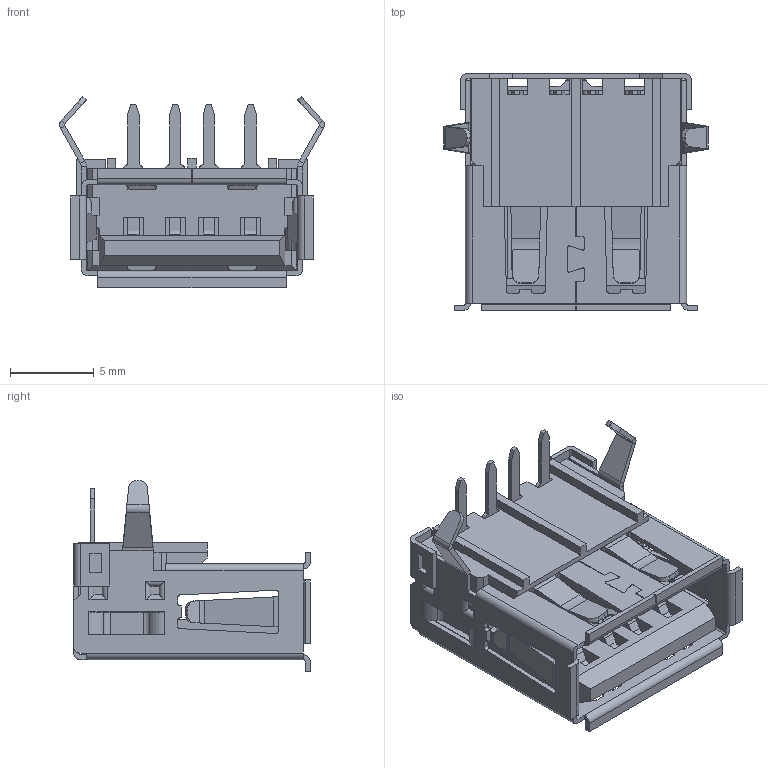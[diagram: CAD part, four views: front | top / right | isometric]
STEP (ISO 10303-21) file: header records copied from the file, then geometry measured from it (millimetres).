
FILE_DESCRIPTION( ( 'Unknown' ), '1' );
FILE_NAME( '61400416021.stp', 'Unknown', ( 'Quentin LAIDEBEUR' ), ( 'WE' ), 'PSStep 15.0.49', 'Sample-box', ' ' );
FILE_SCHEMA( ( 'AUTOMOTIVE_DESIGN { 1 0 10303 214 1 1 1 1 }' ) );
Length unit declared in the file: millimetre
Products named in the file (4): Assem1; Shielding; Insulator; Contact Plating
Assembly tree (6 placements, depth 2):
  Assem1
    Shielding
    Insulator
    Contact Plating  x4
Bounding box: 15.8 x 14.1 x 11.4 mm (x, y, z)
Volume: 600.1 mm3; surface area: 2141.7 mm2
Topology: 6 solids, 6 shells, 775 faces, 2101 edges, 1330 vertices
Faces by surface type: plane 479, cylinder 248, bspline 48
Entity records: 26365 total; most frequent: CARTESIAN_POINT 4897, ORIENTED_EDGE 3530, DIRECTION 3141, EDGE_CURVE 1765, LINE 1329, VECTOR 1329, VERTEX_POINT 1114, AXIS2_PLACEMENT_3D 906
